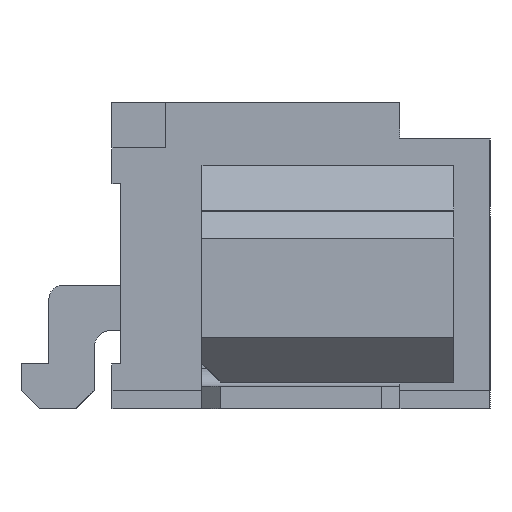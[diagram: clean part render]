
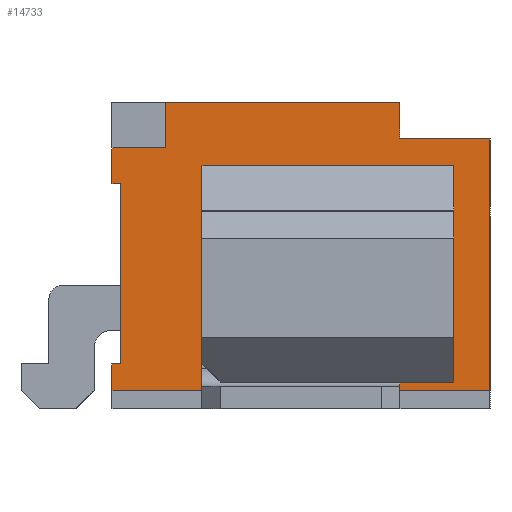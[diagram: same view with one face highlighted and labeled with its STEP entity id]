
A CAD part, left-side view. The second image highlights one B-rep face of the part: STEP entity #14733.
In plain terms, the highlighted planar face has unit normal (-1, 0, 0).
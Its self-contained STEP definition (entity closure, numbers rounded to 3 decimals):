
#188 = VECTOR ( 'NONE', #7994, 1000. ) ;
#305 = VERTEX_POINT ( 'NONE', #12776 ) ;
#433 = VERTEX_POINT ( 'NONE', #11729 ) ;
#434 = ORIENTED_EDGE ( 'NONE', *, *, #21240, .T. ) ;
#459 = ORIENTED_EDGE ( 'NONE', *, *, #20538, .F. ) ;
#463 = CARTESIAN_POINT ( 'NONE',  ( -8.375, -1.1, 3.4 ) ) ;
#505 = EDGE_LOOP ( 'NONE', ( #13410, #2213, #5839, #5641, #8096, #6947, #15546, #3091, #434, #21207, #8258, #22218 ) ) ;
#729 = CARTESIAN_POINT ( 'NONE',  ( -8.375, 2.1, 0.2 ) ) ;
#748 = CARTESIAN_POINT ( 'NONE',  ( -8.375, 2., 0.5 ) ) ;
#1769 = CARTESIAN_POINT ( 'NONE',  ( -8.375, -1.7, 0.3 ) ) ;
#2144 = DIRECTION ( 'NONE',  ( 0., 0., -1. ) ) ;
#2213 = ORIENTED_EDGE ( 'NONE', *, *, #12972, .F. ) ;
#2260 = DIRECTION ( 'NONE',  ( 0., -1., 0. ) ) ;
#2779 = LINE ( 'NONE', #9294, #17026 ) ;
#3009 = CARTESIAN_POINT ( 'NONE',  ( -8.375, 1.1, 2.7 ) ) ;
#3091 = ORIENTED_EDGE ( 'NONE', *, *, #11975, .F. ) ;
#3109 = VECTOR ( 'NONE', #2260, 1000. ) ;
#3187 = VECTOR ( 'NONE', #8338, 1000. ) ;
#3532 = VERTEX_POINT ( 'NONE', #3533 ) ;
#3533 = CARTESIAN_POINT ( 'NONE',  ( -8.375, -2.1, 0.2 ) ) ;
#3744 = LINE ( 'NONE', #10197, #3187 ) ;
#4061 = DIRECTION ( 'NONE',  ( 0., 0., 1. ) ) ;
#4184 = LINE ( 'NONE', #9190, #21814 ) ;
#4488 = FACE_BOUND ( 'NONE', #15917, .T. ) ;
#4705 = VERTEX_POINT ( 'NONE', #20066 ) ;
#4811 = AXIS2_PLACEMENT_3D ( 'NONE', #9373, #12934, #2144 ) ;
#4836 = CARTESIAN_POINT ( 'NONE',  ( -8.375, 2.1, 0.2 ) ) ;
#4959 = CARTESIAN_POINT ( 'NONE',  ( -8.375, 1.5, 2.9 ) ) ;
#5133 = EDGE_CURVE ( 'NONE', #12773, #17416, #4184, .T. ) ;
#5504 = VECTOR ( 'NONE', #14895, 1000. ) ;
#5641 = ORIENTED_EDGE ( 'NONE', *, *, #5133, .F. ) ;
#5839 = ORIENTED_EDGE ( 'NONE', *, *, #18224, .F. ) ;
#6177 = VECTOR ( 'NONE', #10927, 1000. ) ;
#6316 = VECTOR ( 'NONE', #22079, 1000. ) ;
#6740 = LINE ( 'NONE', #9119, #6177 ) ;
#6744 = CARTESIAN_POINT ( 'NONE',  ( -8.375, 1.1, 2.7 ) ) ;
#6947 = ORIENTED_EDGE ( 'NONE', *, *, #16708, .F. ) ;
#7117 = ORIENTED_EDGE ( 'NONE', *, *, #11829, .F. ) ;
#7531 = PLANE ( 'NONE',  #4811 ) ;
#7578 = EDGE_CURVE ( 'NONE', #22259, #14168, #2779, .T. ) ;
#7718 = CARTESIAN_POINT ( 'NONE',  ( -8.375, 2.1, 2.5 ) ) ;
#7994 = DIRECTION ( 'NONE',  ( 0., 0., 1. ) ) ;
#8096 = ORIENTED_EDGE ( 'NONE', *, *, #11405, .F. ) ;
#8217 = VECTOR ( 'NONE', #11347, 1000. ) ;
#8258 = ORIENTED_EDGE ( 'NONE', *, *, #20145, .F. ) ;
#8278 = CARTESIAN_POINT ( 'NONE',  ( -8.375, -2.1, 3. ) ) ;
#8338 = DIRECTION ( 'NONE',  ( 0., -1., 0. ) ) ;
#8443 = LINE ( 'NONE', #16527, #17289 ) ;
#8507 = DIRECTION ( 'NONE',  ( 0., 0., 1. ) ) ;
#9119 = CARTESIAN_POINT ( 'NONE',  ( -8.375, 2.1, 3.4 ) ) ;
#9190 = CARTESIAN_POINT ( 'NONE',  ( -8.375, 2.1, 3.4 ) ) ;
#9238 = LINE ( 'NONE', #20259, #188 ) ;
#9294 = CARTESIAN_POINT ( 'NONE',  ( -8.375, -1.1, 3. ) ) ;
#9373 = CARTESIAN_POINT ( 'NONE',  ( -8.375, 2.1, 3.4 ) ) ;
#9499 = CARTESIAN_POINT ( 'NONE',  ( -8.375, 1.1, 0.3 ) ) ;
#9543 = ORIENTED_EDGE ( 'NONE', *, *, #13794, .T. ) ;
#10003 = VERTEX_POINT ( 'NONE', #729 ) ;
#10197 = CARTESIAN_POINT ( 'NONE',  ( -8.375, 2.1, 0.5 ) ) ;
#10347 = VERTEX_POINT ( 'NONE', #21581 ) ;
#10795 = DIRECTION ( 'NONE',  ( 0., 0., 1. ) ) ;
#10886 = LINE ( 'NONE', #6744, #19100 ) ;
#10927 = DIRECTION ( 'NONE',  ( 0., -1., 0. ) ) ;
#11228 = VECTOR ( 'NONE', #11977, 1000. ) ;
#11347 = DIRECTION ( 'NONE',  ( 0., 1., 0. ) ) ;
#11405 = EDGE_CURVE ( 'NONE', #15195, #12773, #22169, .T. ) ;
#11559 = VERTEX_POINT ( 'NONE', #8278 ) ;
#11729 = CARTESIAN_POINT ( 'NONE',  ( -8.375, -1.7, 0.3 ) ) ;
#11802 = LINE ( 'NONE', #4836, #11228 ) ;
#11829 = EDGE_CURVE ( 'NONE', #433, #10347, #18665, .T. ) ;
#11975 = EDGE_CURVE ( 'NONE', #10003, #305, #8443, .T. ) ;
#11977 = DIRECTION ( 'NONE',  ( 0., -1., 0. ) ) ;
#12033 = CARTESIAN_POINT ( 'NONE',  ( -8.375, 1.5, 2.9 ) ) ;
#12137 = LINE ( 'NONE', #17323, #20795 ) ;
#12534 = CARTESIAN_POINT ( 'NONE',  ( -8.375, 2., 2.5 ) ) ;
#12548 = VECTOR ( 'NONE', #15609, 1000. ) ;
#12582 = EDGE_CURVE ( 'NONE', #3532, #11559, #9238, .T. ) ;
#12773 = VERTEX_POINT ( 'NONE', #22027 ) ;
#12776 = CARTESIAN_POINT ( 'NONE',  ( -8.375, 2.1, 0.5 ) ) ;
#12846 = DIRECTION ( 'NONE',  ( 0., -1., 0. ) ) ;
#12934 = DIRECTION ( 'NONE',  ( 1., 0., 0. ) ) ;
#12972 = EDGE_CURVE ( 'NONE', #21918, #20120, #21728, .T. ) ;
#13056 = CARTESIAN_POINT ( 'NONE',  ( -8.375, 1.1, 0.3 ) ) ;
#13094 = ORIENTED_EDGE ( 'NONE', *, *, #22492, .T. ) ;
#13410 = ORIENTED_EDGE ( 'NONE', *, *, #18168, .F. ) ;
#13794 = EDGE_CURVE ( 'NONE', #4705, #20738, #19058, .T. ) ;
#14035 = FACE_OUTER_BOUND ( 'NONE', #505, .T. ) ;
#14059 = VECTOR ( 'NONE', #10795, 1000. ) ;
#14168 = VERTEX_POINT ( 'NONE', #463 ) ;
#14588 = DIRECTION ( 'NONE',  ( 0., 0., 1. ) ) ;
#14733 = ADVANCED_FACE ( 'NONE', ( #14035, #4488 ), #7531, .F. ) ;
#14895 = DIRECTION ( 'NONE',  ( 0., 0., 1. ) ) ;
#14898 = VERTEX_POINT ( 'NONE', #748 ) ;
#15195 = VERTEX_POINT ( 'NONE', #12534 ) ;
#15546 = ORIENTED_EDGE ( 'NONE', *, *, #19615, .F. ) ;
#15609 = DIRECTION ( 'NONE',  ( 0., 0., 1. ) ) ;
#15655 = DIRECTION ( 'NONE',  ( 0., -1., 0. ) ) ;
#15917 = EDGE_LOOP ( 'NONE', ( #7117, #459, #9543, #13094 ) ) ;
#16007 = CARTESIAN_POINT ( 'NONE',  ( -8.375, 2.1, 2.9 ) ) ;
#16527 = CARTESIAN_POINT ( 'NONE',  ( -8.375, 2.1, 3.4 ) ) ;
#16708 = EDGE_CURVE ( 'NONE', #14898, #15195, #12137, .T. ) ;
#16779 = LINE ( 'NONE', #13056, #3109 ) ;
#17026 = VECTOR ( 'NONE', #21551, 1000. ) ;
#17289 = VECTOR ( 'NONE', #4061, 1000. ) ;
#17323 = CARTESIAN_POINT ( 'NONE',  ( -8.375, 2., 2.5 ) ) ;
#17416 = VERTEX_POINT ( 'NONE', #16007 ) ;
#18168 = EDGE_CURVE ( 'NONE', #20120, #14168, #6740, .T. ) ;
#18224 = EDGE_CURVE ( 'NONE', #17416, #21918, #20205, .T. ) ;
#18327 = CARTESIAN_POINT ( 'NONE',  ( -8.375, -1.1, 3. ) ) ;
#18665 = LINE ( 'NONE', #1769, #14059 ) ;
#19058 = LINE ( 'NONE', #9499, #5504 ) ;
#19100 = VECTOR ( 'NONE', #15655, 1000. ) ;
#19615 = EDGE_CURVE ( 'NONE', #305, #14898, #3744, .T. ) ;
#20066 = CARTESIAN_POINT ( 'NONE',  ( -8.375, 1.1, 0.3 ) ) ;
#20120 = VERTEX_POINT ( 'NONE', #20268 ) ;
#20145 = EDGE_CURVE ( 'NONE', #22259, #11559, #20338, .T. ) ;
#20205 = LINE ( 'NONE', #21465, #22090 ) ;
#20259 = CARTESIAN_POINT ( 'NONE',  ( -8.375, -2.1, 3.4 ) ) ;
#20268 = CARTESIAN_POINT ( 'NONE',  ( -8.375, 1.5, 3.4 ) ) ;
#20338 = LINE ( 'NONE', #20342, #6316 ) ;
#20342 = CARTESIAN_POINT ( 'NONE',  ( -8.375, -2.1, 3. ) ) ;
#20538 = EDGE_CURVE ( 'NONE', #4705, #433, #16779, .T. ) ;
#20738 = VERTEX_POINT ( 'NONE', #3009 ) ;
#20795 = VECTOR ( 'NONE', #8507, 1000. ) ;
#21207 = ORIENTED_EDGE ( 'NONE', *, *, #12582, .T. ) ;
#21240 = EDGE_CURVE ( 'NONE', #10003, #3532, #11802, .T. ) ;
#21465 = CARTESIAN_POINT ( 'NONE',  ( -8.375, 1.5, 2.9 ) ) ;
#21551 = DIRECTION ( 'NONE',  ( 0., 0., 1. ) ) ;
#21581 = CARTESIAN_POINT ( 'NONE',  ( -8.375, -1.7, 2.7 ) ) ;
#21728 = LINE ( 'NONE', #12033, #12548 ) ;
#21814 = VECTOR ( 'NONE', #14588, 1000. ) ;
#21918 = VERTEX_POINT ( 'NONE', #4959 ) ;
#22027 = CARTESIAN_POINT ( 'NONE',  ( -8.375, 2.1, 2.5 ) ) ;
#22079 = DIRECTION ( 'NONE',  ( 0., -1., 0. ) ) ;
#22090 = VECTOR ( 'NONE', #12846, 1000. ) ;
#22169 = LINE ( 'NONE', #7718, #8217 ) ;
#22218 = ORIENTED_EDGE ( 'NONE', *, *, #7578, .T. ) ;
#22259 = VERTEX_POINT ( 'NONE', #18327 ) ;
#22492 = EDGE_CURVE ( 'NONE', #20738, #10347, #10886, .T. ) ;
